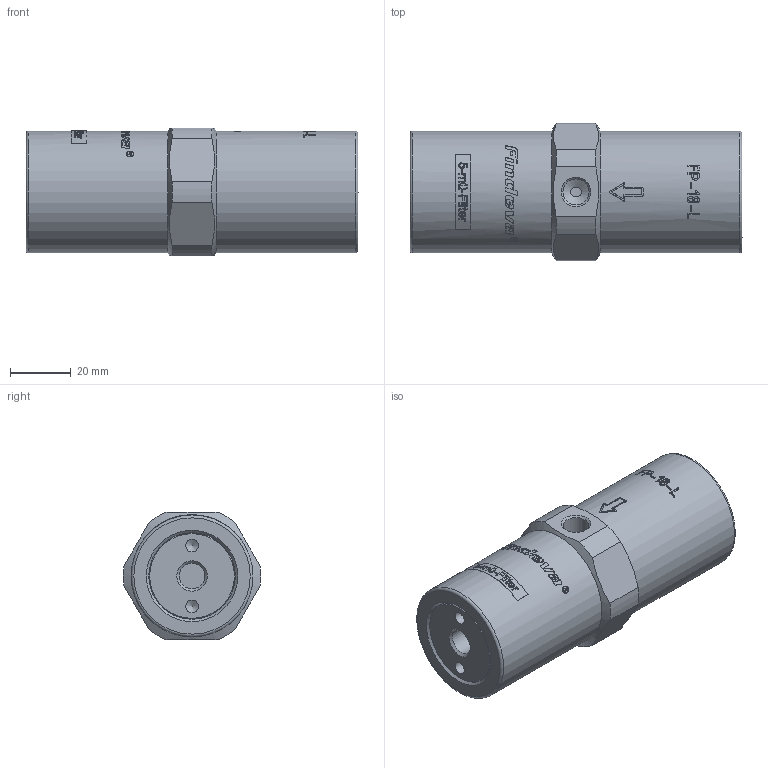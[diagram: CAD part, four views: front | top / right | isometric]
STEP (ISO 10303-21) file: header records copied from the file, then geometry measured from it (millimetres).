
FILE_DESCRIPTION((''),'2;1');
FILE_NAME('9018-30-M.stp','2012-04-02T23:11:24',('Petr'),(''),'Autodesk Inventor 2011','Autodesk Inventor 2011','');
FILE_SCHEMA(('CONFIG_CONTROL_DESIGN'));
Length unit declared in the file: millimetre
Products named in the file (1): 9018-30-M
Bounding box: 109 x 45.07 x 42 mm (x, y, z)
Volume: 137350.9 mm3; surface area: 18157.8 mm2
Topology: 1 solids, 1 shells, 437 faces, 1156 edges, 768 vertices
Faces by surface type: bspline 186, plane 177, cylinder 58, cone 14, torus 2
Full cylindrical faces by diameter (mm): 4.2 x4, 8.376 x1, 8.566 x2, 40 x2
Entity records: 47322 total; most frequent: CARTESIAN_POINT 37761, ORIENTED_EDGE 2238, DIRECTION 1244, EDGE_CURVE 1119, VERTEX_POINT 756, B_SPLINE_CURVE_WITH_KNOTS 520, EDGE_LOOP 509, FACE_OUTER_BOUND 437
